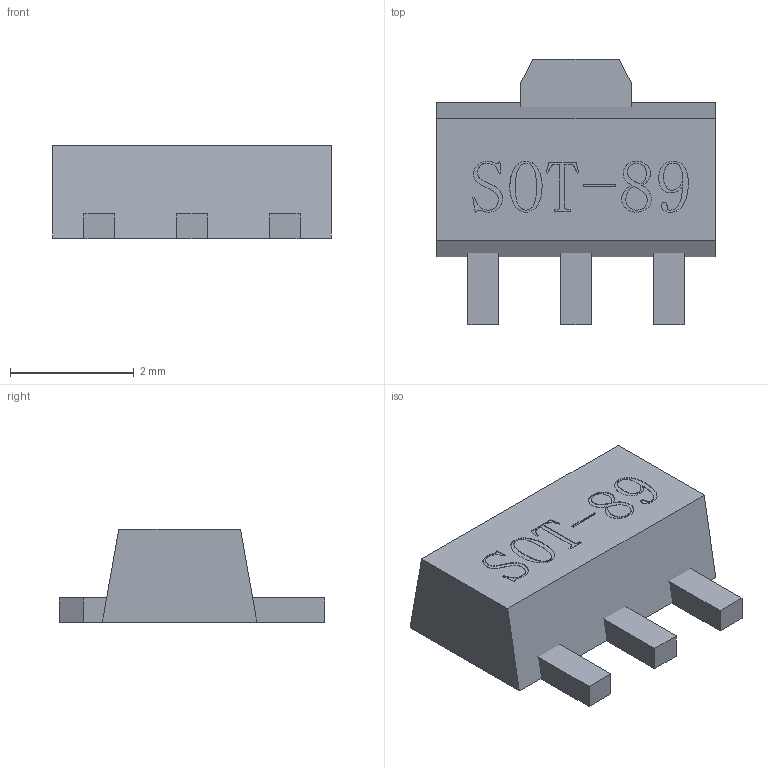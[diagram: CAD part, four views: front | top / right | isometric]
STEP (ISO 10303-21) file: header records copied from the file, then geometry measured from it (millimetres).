
FILE_DESCRIPTION (( 'STEP AP214' ), '1' );
FILE_NAME ('SW3dPS-SOT-89-1.STEP', '2009-11-09T11:22:08', ( 'SysAdmin' ), ( 'SolidWorks' ), 'SwSTEP 2.0', 'SolidWorks 2009', '' );
FILE_SCHEMA (( 'AUTOMOTIVE_DESIGN' ));
Length unit declared in the file: millimetre
Products named in the file (1): SW3dPS-SOT-89-1
Bounding box: 4.5 x 4.3 x 1.51 mm (x, y, z)
Volume: 17.9 mm3; surface area: 62.4 mm2
Topology: 4 solids, 4 shells, 119 faces, 303 edges, 202 vertices
Faces by surface type: bspline 59, plane 58, cylinder 2
Entity records: 8820 total; most frequent: CARTESIAN_POINT 6166, ORIENTED_EDGE 606, DIRECTION 311, EDGE_CURVE 303, VERTEX_POINT 202, LINE 181, VECTOR 181, EDGE_LOOP 129
